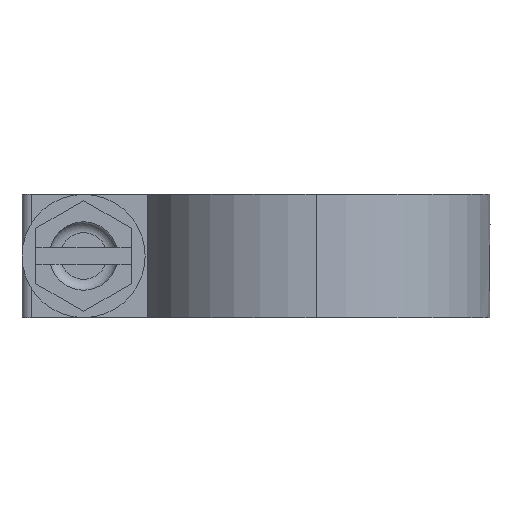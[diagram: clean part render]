
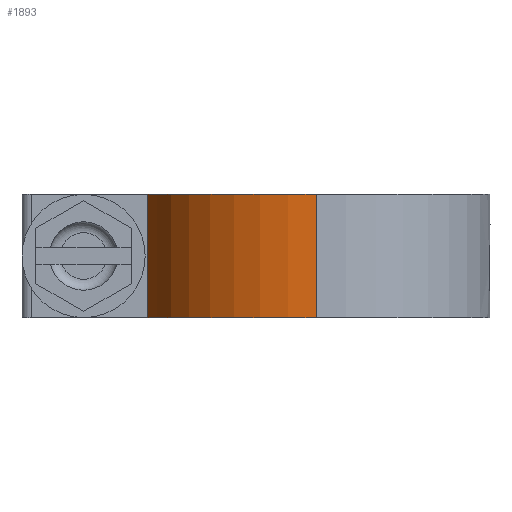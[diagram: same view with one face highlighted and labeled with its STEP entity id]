
A CAD part, left-side view. The second image highlights one B-rep face of the part: STEP entity #1893.
In plain terms, the highlighted cylindrical face has radius 12.7 mm (diameter 25.4 mm), a partial arc.
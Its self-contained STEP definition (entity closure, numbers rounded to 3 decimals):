
#258 = CIRCLE ( 'NONE', #2094, 12.7 ) ;
#306 = FACE_OUTER_BOUND ( 'NONE', #4754, .T. ) ;
#402 = AXIS2_PLACEMENT_3D ( 'NONE', #1324, #3353, #3939 ) ;
#403 = VERTEX_POINT ( 'NONE', #4968 ) ;
#846 = EDGE_CURVE ( 'NONE', #2927, #2387, #3166, .T. ) ;
#935 = DIRECTION ( 'NONE',  ( 0., 0., -1. ) ) ;
#944 = LINE ( 'NONE', #6631, #2866 ) ;
#1136 = DIRECTION ( 'NONE',  ( 1., 0., 0. ) ) ;
#1268 = DIRECTION ( 'NONE',  ( 0., 0., -1. ) ) ;
#1324 = CARTESIAN_POINT ( 'NONE',  ( 0., 0., 4.5 ) ) ;
#1836 = ORIENTED_EDGE ( 'NONE', *, *, #3470, .T. ) ;
#1893 = ADVANCED_FACE ( 'NONE', ( #306 ), #5978, .T. ) ;
#1991 = VECTOR ( 'NONE', #1268, 1000. ) ;
#2094 = AXIS2_PLACEMENT_3D ( 'NONE', #4234, #4791, #1136 ) ;
#2192 = CARTESIAN_POINT ( 'NONE',  ( -12.7, 0., -4.5 ) ) ;
#2387 = VERTEX_POINT ( 'NONE', #2192 ) ;
#2401 = CARTESIAN_POINT ( 'NONE',  ( -12.7, 0., 4.5 ) ) ;
#2439 = CARTESIAN_POINT ( 'NONE',  ( 0., 0., -4.5 ) ) ;
#2538 = AXIS2_PLACEMENT_3D ( 'NONE', #2439, #935, #4577 ) ;
#2866 = VECTOR ( 'NONE', #3030, 1000. ) ;
#2927 = VERTEX_POINT ( 'NONE', #6597 ) ;
#3030 = DIRECTION ( 'NONE',  ( 0., 0., -1. ) ) ;
#3166 = LINE ( 'NONE', #2401, #1991 ) ;
#3339 = ORIENTED_EDGE ( 'NONE', *, *, #4488, .F. ) ;
#3353 = DIRECTION ( 'NONE',  ( 0., 0., -1. ) ) ;
#3470 = EDGE_CURVE ( 'NONE', #6618, #403, #944, .T. ) ;
#3939 = DIRECTION ( 'NONE',  ( -1., 0., 0. ) ) ;
#3948 = EDGE_CURVE ( 'NONE', #2927, #6618, #258, .T. ) ;
#4234 = CARTESIAN_POINT ( 'NONE',  ( 0., 0., 4.5 ) ) ;
#4262 = ORIENTED_EDGE ( 'NONE', *, *, #846, .F. ) ;
#4488 = EDGE_CURVE ( 'NONE', #2387, #403, #5496, .T. ) ;
#4577 = DIRECTION ( 'NONE',  ( 1., 0., 0. ) ) ;
#4690 = CARTESIAN_POINT ( 'NONE',  ( -3.21, 12.288, 4.5 ) ) ;
#4754 = EDGE_LOOP ( 'NONE', ( #4262, #6213, #1836, #3339 ) ) ;
#4791 = DIRECTION ( 'NONE',  ( 0., 0., -1. ) ) ;
#4968 = CARTESIAN_POINT ( 'NONE',  ( -3.21, 12.288, -4.5 ) ) ;
#5496 = CIRCLE ( 'NONE', #2538, 12.7 ) ;
#5978 = CYLINDRICAL_SURFACE ( 'NONE', #402, 12.7 ) ;
#6213 = ORIENTED_EDGE ( 'NONE', *, *, #3948, .T. ) ;
#6597 = CARTESIAN_POINT ( 'NONE',  ( -12.7, 0., 4.5 ) ) ;
#6618 = VERTEX_POINT ( 'NONE', #4690 ) ;
#6631 = CARTESIAN_POINT ( 'NONE',  ( -3.21, 12.288, 4.5 ) ) ;
